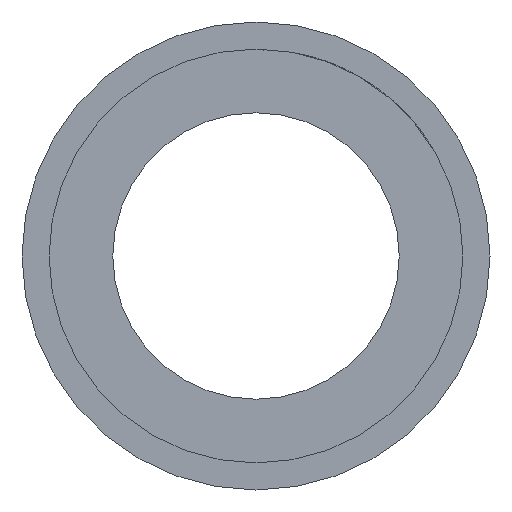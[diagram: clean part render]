
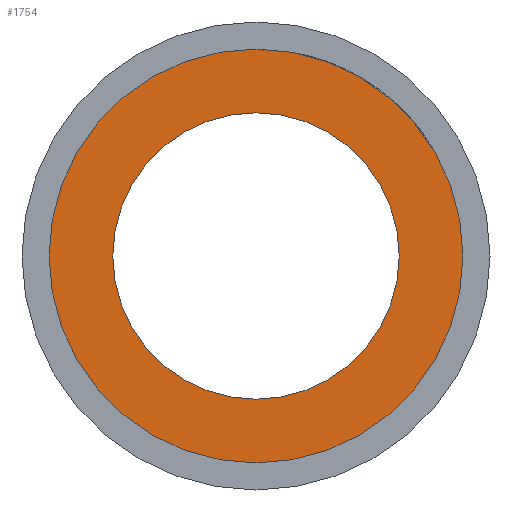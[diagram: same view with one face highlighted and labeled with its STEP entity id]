
A CAD part, left-side view. The second image highlights one B-rep face of the part: STEP entity #1754.
In plain terms, the highlighted planar face has unit normal (-1, 0, 0).
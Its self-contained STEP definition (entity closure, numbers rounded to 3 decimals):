
#115 = CARTESIAN_POINT ( 'NONE',  ( 19., 0., 6.5 ) ) ;
#289 = ORIENTED_EDGE ( 'NONE', *, *, #3576, .T. ) ;
#424 = EDGE_CURVE ( 'NONE', #4382, #2710, #4098, .T. ) ;
#441 = DIRECTION ( 'NONE',  ( 0., 0., -1. ) ) ;
#645 = CARTESIAN_POINT ( 'NONE',  ( 19., 4.5, 0. ) ) ;
#895 = CARTESIAN_POINT ( 'NONE',  ( 19., 0., 0. ) ) ;
#1184 = CARTESIAN_POINT ( 'NONE',  ( 19., 0., 0. ) ) ;
#1311 = DIRECTION ( 'NONE',  ( 0., 0., 1. ) ) ;
#1316 = AXIS2_PLACEMENT_3D ( 'NONE', #895, #2408, #4602 ) ;
#1451 = CARTESIAN_POINT ( 'NONE',  ( 19., 0., 4.5 ) ) ;
#1689 = EDGE_CURVE ( 'NONE', #3438, #2234, #4721, .T. ) ;
#1754 = ADVANCED_FACE ( 'NONE', ( #4796, #3596 ), #4724, .F. ) ;
#1936 = ORIENTED_EDGE ( 'NONE', *, *, #424, .T. ) ;
#2021 = EDGE_CURVE ( 'NONE', #2234, #3438, #4565, .T. ) ;
#2118 = AXIS2_PLACEMENT_3D ( 'NONE', #4333, #3669, #4066 ) ;
#2234 = VERTEX_POINT ( 'NONE', #3630 ) ;
#2329 = DIRECTION ( 'NONE',  ( 1., 0., 0. ) ) ;
#2408 = DIRECTION ( 'NONE',  ( -1., 0., 0. ) ) ;
#2710 = VERTEX_POINT ( 'NONE', #115 ) ;
#3076 = EDGE_LOOP ( 'NONE', ( #3745, #3729 ) ) ;
#3182 = CARTESIAN_POINT ( 'NONE',  ( 19., 0., 0. ) ) ;
#3202 = DIRECTION ( 'NONE',  ( 1., 0., 0. ) ) ;
#3277 = DIRECTION ( 'NONE',  ( 0., 0., -1. ) ) ;
#3438 = VERTEX_POINT ( 'NONE', #1451 ) ;
#3473 = AXIS2_PLACEMENT_3D ( 'NONE', #3182, #4680, #1311 ) ;
#3576 = EDGE_CURVE ( 'NONE', #2710, #4382, #4186, .T. ) ;
#3596 = FACE_OUTER_BOUND ( 'NONE', #4834, .T. ) ;
#3630 = CARTESIAN_POINT ( 'NONE',  ( 19., 0., -4.5 ) ) ;
#3669 = DIRECTION ( 'NONE',  ( 1., 0., 0. ) ) ;
#3729 = ORIENTED_EDGE ( 'NONE', *, *, #2021, .T. ) ;
#3745 = ORIENTED_EDGE ( 'NONE', *, *, #1689, .T. ) ;
#4023 = AXIS2_PLACEMENT_3D ( 'NONE', #645, #3202, #3277 ) ;
#4066 = DIRECTION ( 'NONE',  ( 0., 0., -1. ) ) ;
#4098 = CIRCLE ( 'NONE', #1316, 6.5 ) ;
#4162 = CARTESIAN_POINT ( 'NONE',  ( 19., 0., -6.5 ) ) ;
#4186 = CIRCLE ( 'NONE', #3473, 6.5 ) ;
#4333 = CARTESIAN_POINT ( 'NONE',  ( 19., 0., 0. ) ) ;
#4382 = VERTEX_POINT ( 'NONE', #4162 ) ;
#4565 = CIRCLE ( 'NONE', #4636, 4.5 ) ;
#4602 = DIRECTION ( 'NONE',  ( 0., 0., 1. ) ) ;
#4636 = AXIS2_PLACEMENT_3D ( 'NONE', #1184, #2329, #441 ) ;
#4680 = DIRECTION ( 'NONE',  ( -1., 0., 0. ) ) ;
#4721 = CIRCLE ( 'NONE', #2118, 4.5 ) ;
#4724 = PLANE ( 'NONE',  #4023 ) ;
#4796 = FACE_BOUND ( 'NONE', #3076, .T. ) ;
#4834 = EDGE_LOOP ( 'NONE', ( #289, #1936 ) ) ;
